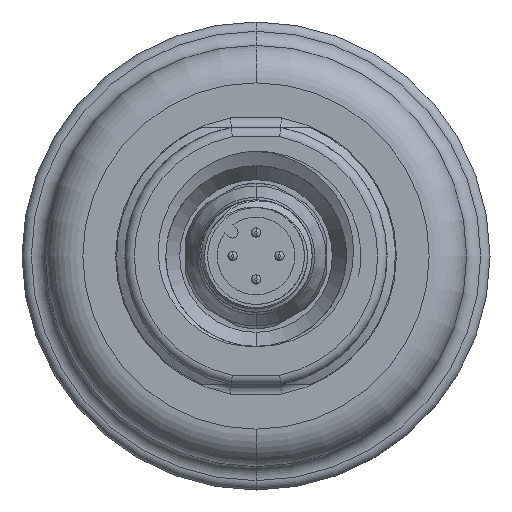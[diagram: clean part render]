
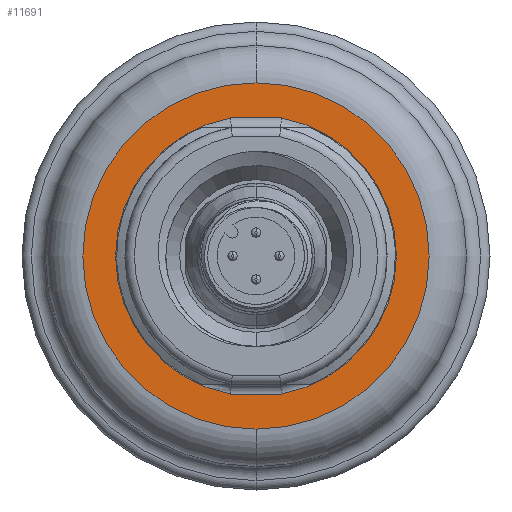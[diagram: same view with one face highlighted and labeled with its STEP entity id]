
A CAD part, front view. The second image highlights one B-rep face of the part: STEP entity #11691.
In plain terms, the highlighted planar face has unit normal (0, -1, 0).
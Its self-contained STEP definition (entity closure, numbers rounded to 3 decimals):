
#2267=CARTESIAN_POINT('',(0.,-3.,0.));
#2268=DIRECTION('',(0.,-1.,0.));
#2269=DIRECTION('',(0.,0.,-1.));
#2270=AXIS2_PLACEMENT_3D('',#2267,#2268,#2269);
#2272=CARTESIAN_POINT('',(0.,-3.,0.));
#2273=DIRECTION('',(0.,-1.,0.));
#2274=DIRECTION('',(0.,0.,1.));
#2275=AXIS2_PLACEMENT_3D('',#2272,#2273,#2274);
#2277=CARTESIAN_POINT('',(0.,-3.,0.));
#2278=DIRECTION('',(0.,-1.,0.));
#2279=DIRECTION('',(-0.182,0.,0.983));
#2280=AXIS2_PLACEMENT_3D('',#2277,#2278,#2279);
#2282=DIRECTION('',(1.,0.,0.));
#2283=VECTOR('',#2282,5.454);
#2284=CARTESIAN_POINT('',(-2.727,-3.,-14.75));
#2285=LINE('',#2284,#2283);
#2286=CARTESIAN_POINT('',(0.,-3.,0.));
#2287=DIRECTION('',(0.,-1.,0.));
#2288=DIRECTION('',(0.182,0.,-0.983));
#2289=AXIS2_PLACEMENT_3D('',#2286,#2287,#2288);
#2291=DIRECTION('',(-1.,0.,0.));
#2292=VECTOR('',#2291,5.454);
#2293=CARTESIAN_POINT('',(2.727,-3.,14.75));
#2294=LINE('',#2293,#2292);
#9133=CARTESIAN_POINT('',(-2.727,-3.,14.75));
#9134=CARTESIAN_POINT('',(-2.727,-3.,-14.75));
#9135=VERTEX_POINT('',#9133);
#9136=VERTEX_POINT('',#9134);
#9141=CARTESIAN_POINT('',(2.727,-3.,-14.75));
#9142=CARTESIAN_POINT('',(2.727,-3.,14.75));
#9143=VERTEX_POINT('',#9141);
#9144=VERTEX_POINT('',#9142);
#9393=CARTESIAN_POINT('',(0.,-3.,-18.5));
#9394=CARTESIAN_POINT('',(0.,-3.,18.5));
#9395=VERTEX_POINT('',#9393);
#9396=VERTEX_POINT('',#9394);
#11671=CARTESIAN_POINT('',(0.,-3.,0.));
#11672=DIRECTION('',(0.,-1.,0.));
#11673=DIRECTION('',(0.,0.,1.));
#11674=AXIS2_PLACEMENT_3D('',#11671,#11672,#11673);
#11675=PLANE('',#11674);
#11677=ORIENTED_EDGE('',*,*,#11676,.F.);
#11679=ORIENTED_EDGE('',*,*,#11678,.F.);
#11680=EDGE_LOOP('',(#11677,#11679));
#11681=FACE_OUTER_BOUND('',#11680,.F.);
#11682=ORIENTED_EDGE('',*,*,#11661,.T.);
#11684=ORIENTED_EDGE('',*,*,#11683,.T.);
#11686=ORIENTED_EDGE('',*,*,#11685,.T.);
#11688=ORIENTED_EDGE('',*,*,#11687,.T.);
#11689=EDGE_LOOP('',(#11682,#11684,#11686,#11688));
#11690=FACE_BOUND('',#11689,.F.);
#11691=ADVANCED_FACE('',(#11681,#11690),#11675,.T.);
#2271=CIRCLE('',#2270,18.5);
#2276=CIRCLE('',#2275,18.5);
#2281=CIRCLE('',#2280,15.);
#2290=CIRCLE('',#2289,15.);
#11661=EDGE_CURVE('',#9135,#9136,#2281,.T.);
#11676=EDGE_CURVE('',#9395,#9396,#2271,.T.);
#11678=EDGE_CURVE('',#9396,#9395,#2276,.T.);
#11683=EDGE_CURVE('',#9136,#9143,#2285,.T.);
#11685=EDGE_CURVE('',#9143,#9144,#2290,.T.);
#11687=EDGE_CURVE('',#9144,#9135,#2294,.T.);
